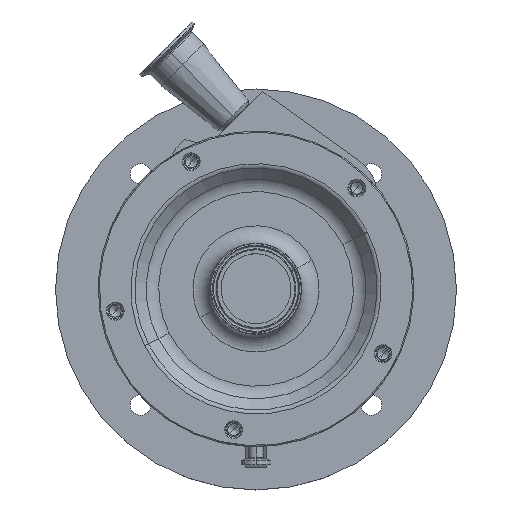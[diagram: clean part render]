
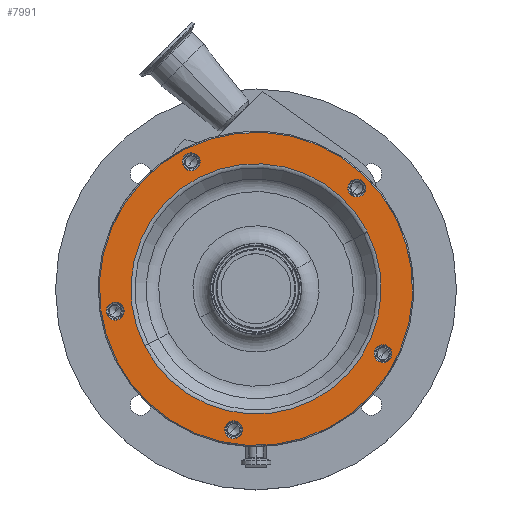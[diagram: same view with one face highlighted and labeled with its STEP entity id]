
A CAD part, top view. The second image highlights one B-rep face of the part: STEP entity #7991.
In plain terms, the highlighted planar face has unit normal (0, 0, 1).
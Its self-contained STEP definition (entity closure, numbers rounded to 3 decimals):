
#1 = EDGE_LOOP ( 'NONE', ( #621, #2272 ) ) ;
#141 = AXIS2_PLACEMENT_3D ( 'NONE', #7174, #9710, #10409 ) ;
#142 = DIRECTION ( 'NONE',  ( -0.891, -0.454, 0. ) ) ;
#160 = EDGE_LOOP ( 'NONE', ( #5150, #7630 ) ) ;
#199 = AXIS2_PLACEMENT_3D ( 'NONE', #2717, #5930, #8229 ) ;
#283 = CIRCLE ( 'NONE', #6172, 134. ) ;
#553 = EDGE_CURVE ( 'NONE', #5569, #5928, #8862, .T. ) ;
#582 = AXIS2_PLACEMENT_3D ( 'NONE', #764, #5653, #142 ) ;
#601 = AXIS2_PLACEMENT_3D ( 'NONE', #5462, #7179, #3052 ) ;
#604 = CARTESIAN_POINT ( 'NONE',  ( 95.401, 48.609, 316. ) ) ;
#614 = CARTESIAN_POINT ( 'NONE',  ( 93.078, 89.737, 316. ) ) ;
#621 = ORIENTED_EDGE ( 'NONE', *, *, #2612, .T. ) ;
#652 = CIRCLE ( 'NONE', #2166, 7.644 ) ;
#764 = CARTESIAN_POINT ( 'NONE',  ( -120.498, -19.085, 316. ) ) ;
#853 = EDGE_CURVE ( 'NONE', #8906, #938, #9715, .T. ) ;
#938 = VERTEX_POINT ( 'NONE', #2714 ) ;
#968 = CIRCLE ( 'NONE', #141, 7.644 ) ;
#990 = VERTEX_POINT ( 'NONE', #604 ) ;
#1070 = EDGE_CURVE ( 'NONE', #2489, #990, #7197, .T. ) ;
#1211 = EDGE_CURVE ( 'NONE', #1840, #6562, #283, .T. ) ;
#1360 = ORIENTED_EDGE ( 'NONE', *, *, #853, .T. ) ;
#1364 = FACE_BOUND ( 'NONE', #160, .T. ) ;
#1381 = DIRECTION ( 'NONE',  ( -0.891, -0.454, 0. ) ) ;
#1428 = AXIS2_PLACEMENT_3D ( 'NONE', #1543, #4752, #7862 ) ;
#1543 = CARTESIAN_POINT ( 'NONE',  ( 86.267, 86.267, 316. ) ) ;
#1655 = DIRECTION ( 'NONE',  ( 0., 0., -1. ) ) ;
#1685 = CARTESIAN_POINT ( 'NONE',  ( -127.309, -22.555, 316. ) ) ;
#1840 = VERTEX_POINT ( 'NONE', #4456 ) ;
#1969 = DIRECTION ( 'NONE',  ( 0., 0., -1. ) ) ;
#1998 = CARTESIAN_POINT ( 'NONE',  ( -95.401, -48.609, 316. ) ) ;
#2110 = FACE_BOUND ( 'NONE', #9407, .T. ) ;
#2166 = AXIS2_PLACEMENT_3D ( 'NONE', #7675, #5964, #9216 ) ;
#2192 = EDGE_LOOP ( 'NONE', ( #6020, #3597 ) ) ;
#2207 = FACE_BOUND ( 'NONE', #2192, .T. ) ;
#2214 = EDGE_CURVE ( 'NONE', #7047, #3790, #652, .T. ) ;
#2272 = ORIENTED_EDGE ( 'NONE', *, *, #553, .T. ) ;
#2489 = VERTEX_POINT ( 'NONE', #1998 ) ;
#2612 = EDGE_CURVE ( 'NONE', #5928, #5569, #5226, .T. ) ;
#2714 = CARTESIAN_POINT ( 'NONE',  ( -48.576, 112.173, 316. ) ) ;
#2717 = CARTESIAN_POINT ( 'NONE',  ( 0., 0., 316. ) ) ;
#2773 = CARTESIAN_POINT ( 'NONE',  ( 0., 0., 316. ) ) ;
#2777 = ORIENTED_EDGE ( 'NONE', *, *, #1211, .F. ) ;
#3052 = DIRECTION ( 'NONE',  ( -0.891, -0.454, 0. ) ) ;
#3265 = CARTESIAN_POINT ( 'NONE',  ( 119.395, 60.835, 316. ) ) ;
#3564 = CARTESIAN_POINT ( 'NONE',  ( 0., 0., 316. ) ) ;
#3597 = ORIENTED_EDGE ( 'NONE', *, *, #2214, .T. ) ;
#3612 = DIRECTION ( 'NONE',  ( 0., 0., -1. ) ) ;
#3693 = DIRECTION ( 'NONE',  ( 0., 0., -1. ) ) ;
#3790 = VERTEX_POINT ( 'NONE', #9258 ) ;
#3801 = FACE_BOUND ( 'NONE', #8839, .T. ) ;
#3844 = DIRECTION ( 'NONE',  ( -0.891, -0.454, 0. ) ) ;
#3852 = DIRECTION ( 'NONE',  ( -0.891, -0.454, 0. ) ) ;
#3853 = CIRCLE ( 'NONE', #9770, 7.644 ) ;
#3872 = ORIENTED_EDGE ( 'NONE', *, *, #4025, .F. ) ;
#4025 = EDGE_CURVE ( 'NONE', #6562, #1840, #7112, .T. ) ;
#4070 = EDGE_LOOP ( 'NONE', ( #2777, #3872 ) ) ;
#4163 = ORIENTED_EDGE ( 'NONE', *, *, #10176, .T. ) ;
#4336 = DIRECTION ( 'NONE',  ( -0.891, -0.454, 0. ) ) ;
#4456 = CARTESIAN_POINT ( 'NONE',  ( -119.395, -60.835, 316. ) ) ;
#4469 = CARTESIAN_POINT ( 'NONE',  ( -19.085, -120.498, 316. ) ) ;
#4592 = CIRCLE ( 'NONE', #8837, 7.644 ) ;
#4676 = AXIS2_PLACEMENT_3D ( 'NONE', #5664, #1655, #4871 ) ;
#4752 = DIRECTION ( 'NONE',  ( 0., 0., -1. ) ) ;
#4809 = DIRECTION ( 'NONE',  ( 0., 0., -1. ) ) ;
#4836 = VERTEX_POINT ( 'NONE', #10110 ) ;
#4841 = EDGE_CURVE ( 'NONE', #6290, #9260, #5926, .T. ) ;
#4871 = DIRECTION ( 'NONE',  ( -0.891, -0.454, 0. ) ) ;
#5056 = AXIS2_PLACEMENT_3D ( 'NONE', #7773, #4809, #8902 ) ;
#5150 = ORIENTED_EDGE ( 'NONE', *, *, #6081, .T. ) ;
#5226 = CIRCLE ( 'NONE', #5056, 7.644 ) ;
#5272 = DIRECTION ( 'NONE',  ( 0., 0., -1. ) ) ;
#5305 = AXIS2_PLACEMENT_3D ( 'NONE', #10366, #5272, #3852 ) ;
#5448 = EDGE_LOOP ( 'NONE', ( #7286, #1360 ) ) ;
#5462 = CARTESIAN_POINT ( 'NONE',  ( -55.387, 108.703, 316. ) ) ;
#5498 = ORIENTED_EDGE ( 'NONE', *, *, #4841, .T. ) ;
#5505 = EDGE_CURVE ( 'NONE', #3790, #7047, #4592, .T. ) ;
#5569 = VERTEX_POINT ( 'NONE', #6660 ) ;
#5653 = DIRECTION ( 'NONE',  ( 0., 0., -1. ) ) ;
#5664 = CARTESIAN_POINT ( 'NONE',  ( -120.498, -19.085, 316. ) ) ;
#5815 = DIRECTION ( 'NONE',  ( 0., 0., -1. ) ) ;
#5926 = CIRCLE ( 'NONE', #10345, 7.644 ) ;
#5928 = VERTEX_POINT ( 'NONE', #614 ) ;
#5930 = DIRECTION ( 'NONE',  ( 0., 0., -1. ) ) ;
#5964 = DIRECTION ( 'NONE',  ( 0., 0., -1. ) ) ;
#6020 = ORIENTED_EDGE ( 'NONE', *, *, #5505, .T. ) ;
#6081 = EDGE_CURVE ( 'NONE', #4836, #7196, #9523, .T. ) ;
#6172 = AXIS2_PLACEMENT_3D ( 'NONE', #2773, #9245, #10150 ) ;
#6290 = VERTEX_POINT ( 'NONE', #7154 ) ;
#6545 = DIRECTION ( 'NONE',  ( 0., 0., -1. ) ) ;
#6562 = VERTEX_POINT ( 'NONE', #3265 ) ;
#6660 = CARTESIAN_POINT ( 'NONE',  ( 79.456, 82.797, 316. ) ) ;
#6901 = CIRCLE ( 'NONE', #4676, 7.644 ) ;
#7000 = CARTESIAN_POINT ( 'NONE',  ( -55.387, 108.703, 316. ) ) ;
#7047 = VERTEX_POINT ( 'NONE', #7102 ) ;
#7102 = CARTESIAN_POINT ( 'NONE',  ( 101.892, -58.857, 316. ) ) ;
#7112 = CIRCLE ( 'NONE', #199, 134. ) ;
#7135 = FACE_BOUND ( 'NONE', #5448, .T. ) ;
#7154 = CARTESIAN_POINT ( 'NONE',  ( -25.896, -123.968, 316. ) ) ;
#7174 = CARTESIAN_POINT ( 'NONE',  ( -19.085, -120.498, 316. ) ) ;
#7179 = DIRECTION ( 'NONE',  ( 0., 0., -1. ) ) ;
#7196 = VERTEX_POINT ( 'NONE', #1685 ) ;
#7197 = CIRCLE ( 'NONE', #7716, 107.071 ) ;
#7230 = CIRCLE ( 'NONE', #8598, 107.071 ) ;
#7286 = ORIENTED_EDGE ( 'NONE', *, *, #10230, .T. ) ;
#7295 = CARTESIAN_POINT ( 'NONE',  ( 108.703, -55.387, 316. ) ) ;
#7630 = ORIENTED_EDGE ( 'NONE', *, *, #9653, .T. ) ;
#7675 = CARTESIAN_POINT ( 'NONE',  ( 108.703, -55.387, 316. ) ) ;
#7716 = AXIS2_PLACEMENT_3D ( 'NONE', #9119, #1969, #4336 ) ;
#7773 = CARTESIAN_POINT ( 'NONE',  ( 86.267, 86.267, 316. ) ) ;
#7779 = FACE_OUTER_BOUND ( 'NONE', #4070, .T. ) ;
#7862 = DIRECTION ( 'NONE',  ( -0.891, -0.454, 0. ) ) ;
#7991 = ADVANCED_FACE ( 'NONE', ( #8675, #2207, #3801, #1364, #7135, #7779, #2110 ), #9318, .F. ) ;
#7994 = DIRECTION ( 'NONE',  ( -0.891, -0.454, 0. ) ) ;
#8229 = DIRECTION ( 'NONE',  ( -0.891, -0.454, 0. ) ) ;
#8598 = AXIS2_PLACEMENT_3D ( 'NONE', #3564, #5815, #8998 ) ;
#8675 = FACE_BOUND ( 'NONE', #1, .T. ) ;
#8837 = AXIS2_PLACEMENT_3D ( 'NONE', #7295, #6545, #7994 ) ;
#8839 = EDGE_LOOP ( 'NONE', ( #10133, #5498 ) ) ;
#8862 = CIRCLE ( 'NONE', #1428, 7.644 ) ;
#8877 = CARTESIAN_POINT ( 'NONE',  ( -12.274, -117.028, 316. ) ) ;
#8902 = DIRECTION ( 'NONE',  ( -0.891, -0.454, 0. ) ) ;
#8906 = VERTEX_POINT ( 'NONE', #8937 ) ;
#8937 = CARTESIAN_POINT ( 'NONE',  ( -62.197, 105.233, 316. ) ) ;
#8998 = DIRECTION ( 'NONE',  ( -0.891, -0.454, 0. ) ) ;
#9119 = CARTESIAN_POINT ( 'NONE',  ( 0., 0., 316. ) ) ;
#9216 = DIRECTION ( 'NONE',  ( -0.891, -0.454, 0. ) ) ;
#9245 = DIRECTION ( 'NONE',  ( 0., 0., -1. ) ) ;
#9258 = CARTESIAN_POINT ( 'NONE',  ( 115.513, -51.917, 316. ) ) ;
#9260 = VERTEX_POINT ( 'NONE', #8877 ) ;
#9318 = PLANE ( 'NONE',  #5305 ) ;
#9407 = EDGE_LOOP ( 'NONE', ( #10284, #4163 ) ) ;
#9523 = CIRCLE ( 'NONE', #582, 7.644 ) ;
#9594 = EDGE_CURVE ( 'NONE', #9260, #6290, #968, .T. ) ;
#9653 = EDGE_CURVE ( 'NONE', #7196, #4836, #6901, .T. ) ;
#9710 = DIRECTION ( 'NONE',  ( 0., 0., -1. ) ) ;
#9715 = CIRCLE ( 'NONE', #601, 7.644 ) ;
#9770 = AXIS2_PLACEMENT_3D ( 'NONE', #7000, #3612, #1381 ) ;
#10110 = CARTESIAN_POINT ( 'NONE',  ( -113.687, -15.615, 316. ) ) ;
#10133 = ORIENTED_EDGE ( 'NONE', *, *, #9594, .T. ) ;
#10150 = DIRECTION ( 'NONE',  ( -0.891, -0.454, 0. ) ) ;
#10176 = EDGE_CURVE ( 'NONE', #990, #2489, #7230, .T. ) ;
#10230 = EDGE_CURVE ( 'NONE', #938, #8906, #3853, .T. ) ;
#10284 = ORIENTED_EDGE ( 'NONE', *, *, #1070, .T. ) ;
#10345 = AXIS2_PLACEMENT_3D ( 'NONE', #4469, #3693, #3844 ) ;
#10366 = CARTESIAN_POINT ( 'NONE',  ( -60.835, 119.395, 316. ) ) ;
#10409 = DIRECTION ( 'NONE',  ( -0.891, -0.454, 0. ) ) ;
